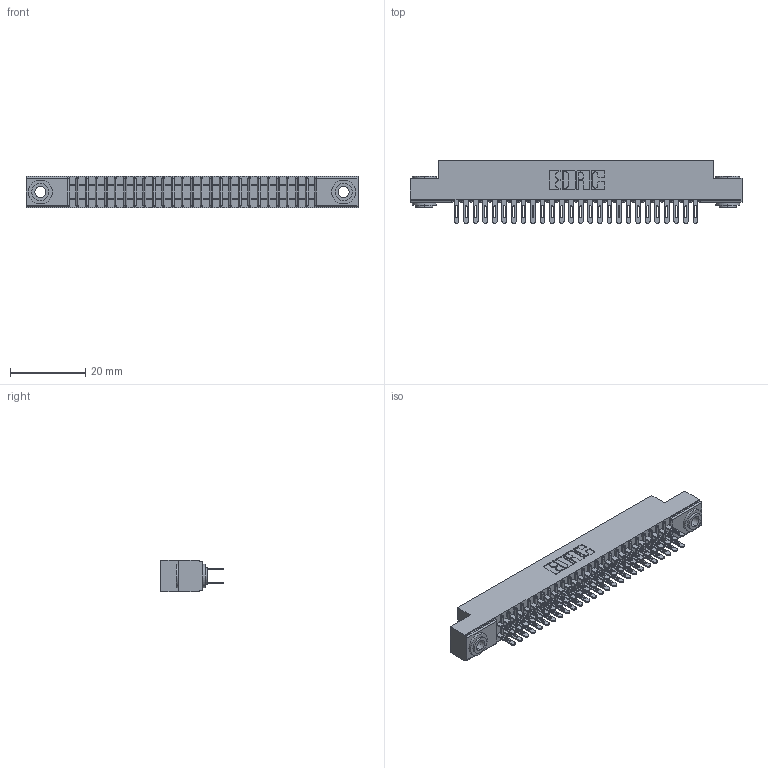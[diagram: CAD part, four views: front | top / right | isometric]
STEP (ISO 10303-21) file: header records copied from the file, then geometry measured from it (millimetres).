
FILE_DESCRIPTION (( 'STEP AP203' ), '1' );
FILE_NAME ('341-052-500-203.STEP', '2018-08-07T13:04:00', ( '' ), ( '' ), 'SwSTEP 2.0', 'SolidWorks 2016', '' );
FILE_SCHEMA (( 'CONFIG_CONTROL_DESIGN' ));
Length unit declared in the file: inch
Products named in the file (4): 341 Part_.156 (3.96) Dia Mounting Holes; 341-292-001_341-292-100; 345-250-002_345-250-002-102; 341-052-500-203
Assembly tree (55 placements, depth 2):
  341-052-500-203
    341 Part_.156 (3.96) Dia Mounting Holes
    341-292-001_341-292-100  x52
    345-250-002_345-250-002-102  x2
Bounding box: 88.27 x 16.69 x 8.38 mm (x, y, z)
Volume: 5082.6 mm3; surface area: 11488.8 mm2
Topology: 55 solids, 55 shells, 3600 faces, 10386 edges, 6726 vertices
Faces by surface type: plane 2068, cylinder 1420, sphere 54, torus 50, cone 8
Entity records: 34670 total; most frequent: CARTESIAN_POINT 5743, ORIENTED_EDGE 5696, DIRECTION 5604, EDGE_CURVE 2848, VECTOR 2270, LINE 2270, VERTEX_POINT 1806, AXIS2_PLACEMENT_3D 1667
